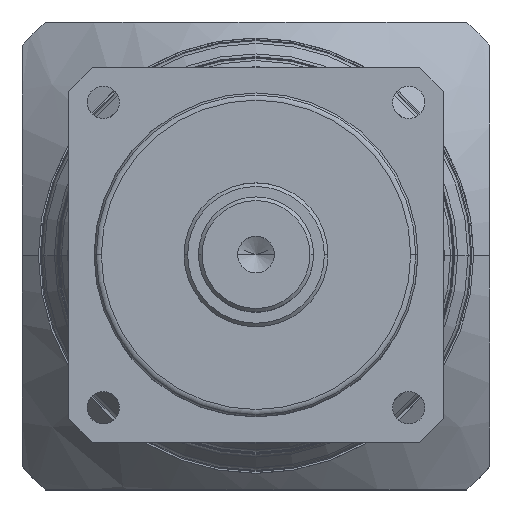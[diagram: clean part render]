
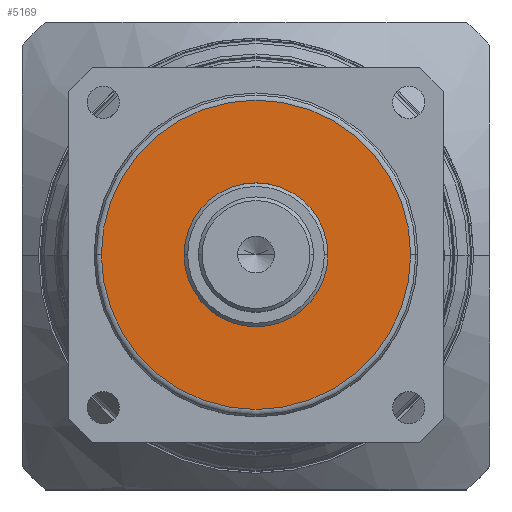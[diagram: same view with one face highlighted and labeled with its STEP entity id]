
A CAD part, top view. The second image highlights one B-rep face of the part: STEP entity #5169.
In plain terms, the highlighted planar face has unit normal (0, 0, 1).
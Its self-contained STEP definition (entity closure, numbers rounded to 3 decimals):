
#1718=CARTESIAN_POINT('',(0.,0.,133.7));
#1719=DIRECTION('',(0.,0.,1.));
#1720=DIRECTION('',(1.,0.,0.));
#1721=AXIS2_PLACEMENT_3D('',#1718,#1719,#1720);
#1723=CARTESIAN_POINT('',(0.,0.,133.7));
#1724=DIRECTION('',(0.,0.,1.));
#1725=DIRECTION('',(-1.,0.,0.));
#1726=AXIS2_PLACEMENT_3D('',#1723,#1724,#1725);
#1728=CARTESIAN_POINT('',(0.,0.,133.7));
#1729=DIRECTION('',(0.,0.,-1.));
#1730=DIRECTION('',(1.,0.,0.));
#1731=AXIS2_PLACEMENT_3D('',#1728,#1729,#1730);
#1733=CARTESIAN_POINT('',(0.,0.,133.7));
#1734=DIRECTION('',(0.,0.,-1.));
#1735=DIRECTION('',(-1.,0.,0.));
#1736=AXIS2_PLACEMENT_3D('',#1733,#1734,#1735);
#2761=CARTESIAN_POINT('',(-20.,0.,133.7));
#2763=VERTEX_POINT('',#2761);
#2765=CARTESIAN_POINT('',(20.,0.,133.7));
#2767=VERTEX_POINT('',#2765);
#2829=CARTESIAN_POINT('',(-43.,0.,133.7));
#2830=VERTEX_POINT('',#2829);
#2831=CARTESIAN_POINT('',(43.,0.,133.7));
#2832=VERTEX_POINT('',#2831);
#5153=CARTESIAN_POINT('',(0.,0.,133.7));
#5154=DIRECTION('',(0.,0.,1.));
#5155=DIRECTION('',(1.,0.,0.));
#5156=AXIS2_PLACEMENT_3D('',#5153,#5154,#5155);
#5157=PLANE('',#5156);
#5158=ORIENTED_EDGE('',*,*,#5143,.F.);
#5160=ORIENTED_EDGE('',*,*,#5159,.F.);
#5161=EDGE_LOOP('',(#5158,#5160));
#5162=FACE_OUTER_BOUND('',#5161,.F.);
#5164=ORIENTED_EDGE('',*,*,#5163,.F.);
#5166=ORIENTED_EDGE('',*,*,#5165,.F.);
#5167=EDGE_LOOP('',(#5164,#5166));
#5168=FACE_BOUND('',#5167,.F.);
#5169=ADVANCED_FACE('',(#5162,#5168),#5157,.T.);
#1722=CIRCLE('',#1721,43.);
#1727=CIRCLE('',#1726,43.);
#1732=CIRCLE('',#1731,20.);
#1737=CIRCLE('',#1736,20.);
#5143=EDGE_CURVE('',#2832,#2830,#1722,.T.);
#5159=EDGE_CURVE('',#2830,#2832,#1727,.T.);
#5163=EDGE_CURVE('',#2767,#2763,#1732,.T.);
#5165=EDGE_CURVE('',#2763,#2767,#1737,.T.);
